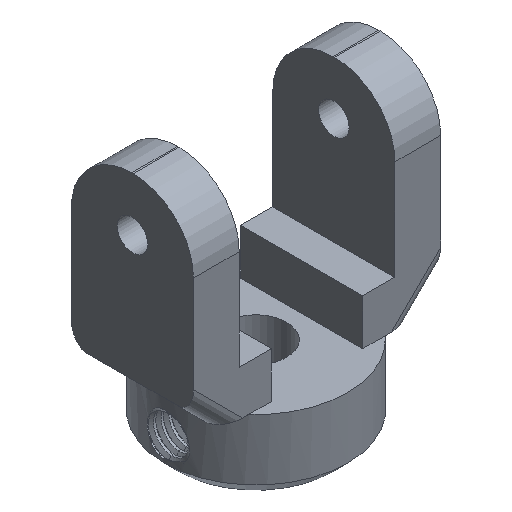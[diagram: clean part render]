
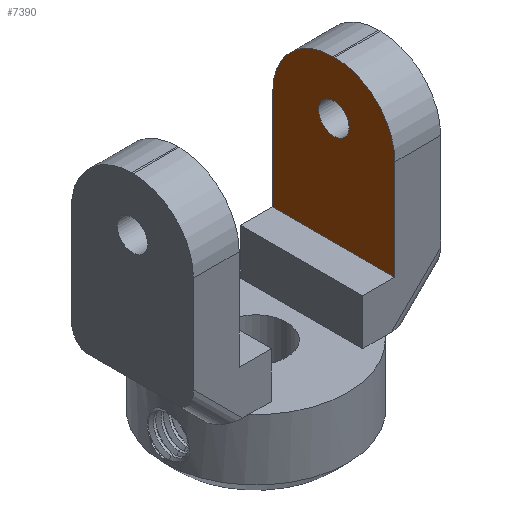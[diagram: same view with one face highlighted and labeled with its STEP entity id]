
A CAD part, isometric view. The second image highlights one B-rep face of the part: STEP entity #7390.
In plain terms, the highlighted planar face has unit normal (-1, 0, 0).
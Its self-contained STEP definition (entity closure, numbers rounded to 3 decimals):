
#1027 = PLANE('',#1028);
#1028 = AXIS2_PLACEMENT_3D('',#1029,#1030,#1031);
#1029 = CARTESIAN_POINT('',(6.143,4.,1.157
    ));
#1030 = DIRECTION('',(0.,1.,0.));
#1031 = DIRECTION('',(0.,0.,1.));
#1057 = PLANE('',#1058);
#1058 = AXIS2_PLACEMENT_3D('',#1059,#1060,#1061);
#1059 = CARTESIAN_POINT('',(6.143,-4.,
    1.157));
#1060 = DIRECTION('',(0.,-1.,0.));
#1061 = DIRECTION('',(-1.,0.,0.));
#2783 = VERTEX_POINT('',#2784);
#2784 = CARTESIAN_POINT('',(5.1,4.,-2.));
#2798 = PLANE('',#2799);
#2799 = AXIS2_PLACEMENT_3D('',#2800,#2801,#2802);
#2800 = CARTESIAN_POINT('',(0.,0.,-2.));
#2801 = DIRECTION('',(0.,0.,1.));
#2802 = DIRECTION('',(0.,1.,0.));
#2810 = EDGE_CURVE('',#2783,#2811,#2813,.T.);
#2811 = VERTEX_POINT('',#2812);
#2812 = CARTESIAN_POINT('',(5.1,4.,4.55));
#2813 = SURFACE_CURVE('',#2814,(#2818,#2825),.PCURVE_S1.);
#2814 = LINE('',#2815,#2816);
#2815 = CARTESIAN_POINT('',(5.1,4.,-2.));
#2816 = VECTOR('',#2817,1.);
#2817 = DIRECTION('',(0.,0.,1.));
#2818 = PCURVE('',#1027,#2819);
#2819 = DEFINITIONAL_REPRESENTATION('',(#2820),#2824);
#2820 = LINE('',#2821,#2822);
#2821 = CARTESIAN_POINT('',(-3.157,-1.043));
#2822 = VECTOR('',#2823,1.);
#2823 = DIRECTION('',(1.,0.));
#2824 = ( GEOMETRIC_REPRESENTATION_CONTEXT(2) 
PARAMETRIC_REPRESENTATION_CONTEXT() REPRESENTATION_CONTEXT('2D SPACE',''
  ) );
#2825 = PCURVE('',#2826,#2831);
#2826 = PLANE('',#2827);
#2827 = AXIS2_PLACEMENT_3D('',#2828,#2829,#2830);
#2828 = CARTESIAN_POINT('',(5.1,-4.,-2.));
#2829 = DIRECTION('',(-1.,-0.,-0.));
#2830 = DIRECTION('',(0.,1.,0.));
#2831 = DEFINITIONAL_REPRESENTATION('',(#2832),#2836);
#2832 = LINE('',#2833,#2834);
#2833 = CARTESIAN_POINT('',(8.,0.));
#2834 = VECTOR('',#2835,1.);
#2835 = DIRECTION('',(0.,-1.));
#2836 = ( GEOMETRIC_REPRESENTATION_CONTEXT(2) 
PARAMETRIC_REPRESENTATION_CONTEXT() REPRESENTATION_CONTEXT('2D SPACE',''
  ) );
#2852 = CYLINDRICAL_SURFACE('',#2853,3.95);
#2853 = AXIS2_PLACEMENT_3D('',#2854,#2855,#2856);
#2854 = CARTESIAN_POINT('',(5.1,0.05,4.55));
#2855 = DIRECTION('',(1.,0.,0.));
#2856 = DIRECTION('',(0.,0.,1.));
#3046 = VERTEX_POINT('',#3047);
#3047 = CARTESIAN_POINT('',(5.1,-4.,4.55));
#3061 = CYLINDRICAL_SURFACE('',#3062,3.95);
#3062 = AXIS2_PLACEMENT_3D('',#3063,#3064,#3065);
#3063 = CARTESIAN_POINT('',(8.1,-0.05,4.55));
#3064 = DIRECTION('',(-1.,-0.,-0.));
#3065 = DIRECTION('',(0.,0.,1.));
#3073 = EDGE_CURVE('',#3074,#3046,#3076,.T.);
#3074 = VERTEX_POINT('',#3075);
#3075 = CARTESIAN_POINT('',(5.1,-4.,-2.));
#3076 = SURFACE_CURVE('',#3077,(#3081,#3088),.PCURVE_S1.);
#3077 = LINE('',#3078,#3079);
#3078 = CARTESIAN_POINT('',(5.1,-4.,-2.));
#3079 = VECTOR('',#3080,1.);
#3080 = DIRECTION('',(0.,0.,1.));
#3081 = PCURVE('',#1057,#3082);
#3082 = DEFINITIONAL_REPRESENTATION('',(#3083),#3087);
#3083 = LINE('',#3084,#3085);
#3084 = CARTESIAN_POINT('',(1.043,3.157));
#3085 = VECTOR('',#3086,1.);
#3086 = DIRECTION('',(0.,-1.));
#3087 = ( GEOMETRIC_REPRESENTATION_CONTEXT(2) 
PARAMETRIC_REPRESENTATION_CONTEXT() REPRESENTATION_CONTEXT('2D SPACE',''
  ) );
#3088 = PCURVE('',#2826,#3089);
#3089 = DEFINITIONAL_REPRESENTATION('',(#3090),#3094);
#3090 = LINE('',#3091,#3092);
#3091 = CARTESIAN_POINT('',(0.,0.));
#3092 = VECTOR('',#3093,1.);
#3093 = DIRECTION('',(0.,-1.));
#3094 = ( GEOMETRIC_REPRESENTATION_CONTEXT(2) 
PARAMETRIC_REPRESENTATION_CONTEXT() REPRESENTATION_CONTEXT('2D SPACE',''
  ) );
#7268 = PLANE('',#7269);
#7269 = AXIS2_PLACEMENT_3D('',#7270,#7271,#7272);
#7270 = CARTESIAN_POINT('',(0.,0.,8.5));
#7271 = DIRECTION('',(0.,0.,1.));
#7272 = DIRECTION('',(0.,1.,0.));
#7329 = CYLINDRICAL_SURFACE('',#7330,1.);
#7330 = AXIS2_PLACEMENT_3D('',#7331,#7332,#7333);
#7331 = CARTESIAN_POINT('',(-8.1,0.,5.));
#7332 = DIRECTION('',(-1.,0.,0.));
#7333 = DIRECTION('',(0.,-1.,0.));
#7344 = EDGE_CURVE('',#7345,#2811,#7347,.T.);
#7345 = VERTEX_POINT('',#7346);
#7346 = CARTESIAN_POINT('',(5.1,0.05,8.5));
#7347 = SURFACE_CURVE('',#7348,(#7353,#7360),.PCURVE_S1.);
#7348 = CIRCLE('',#7349,3.95);
#7349 = AXIS2_PLACEMENT_3D('',#7350,#7351,#7352);
#7350 = CARTESIAN_POINT('',(5.1,0.05,4.55));
#7351 = DIRECTION('',(-1.,0.,0.));
#7352 = DIRECTION('',(0.,0.,1.));
#7353 = PCURVE('',#2852,#7354);
#7354 = DEFINITIONAL_REPRESENTATION('',(#7355),#7359);
#7355 = LINE('',#7356,#7357);
#7356 = CARTESIAN_POINT('',(-0.,0.));
#7357 = VECTOR('',#7358,1.);
#7358 = DIRECTION('',(-1.,0.));
#7359 = ( GEOMETRIC_REPRESENTATION_CONTEXT(2) 
PARAMETRIC_REPRESENTATION_CONTEXT() REPRESENTATION_CONTEXT('2D SPACE',''
  ) );
#7360 = PCURVE('',#2826,#7361);
#7361 = DEFINITIONAL_REPRESENTATION('',(#7362),#7366);
#7362 = CIRCLE('',#7363,3.95);
#7363 = AXIS2_PLACEMENT_2D('',#7364,#7365);
#7364 = CARTESIAN_POINT('',(4.05,-6.55));
#7365 = DIRECTION('',(0.,-1.));
#7366 = ( GEOMETRIC_REPRESENTATION_CONTEXT(2) 
PARAMETRIC_REPRESENTATION_CONTEXT() REPRESENTATION_CONTEXT('2D SPACE',''
  ) );
#7390 = ADVANCED_FACE('',(#7391,#7466),#2826,.T.);
#7391 = FACE_BOUND('',#7392,.T.);
#7392 = EDGE_LOOP('',(#7393,#7394,#7422,#7443,#7444,#7445));
#7393 = ORIENTED_EDGE('',*,*,#3073,.T.);
#7394 = ORIENTED_EDGE('',*,*,#7395,.F.);
#7395 = EDGE_CURVE('',#7396,#3046,#7398,.T.);
#7396 = VERTEX_POINT('',#7397);
#7397 = CARTESIAN_POINT('',(5.1,-0.05,8.5));
#7398 = SURFACE_CURVE('',#7399,(#7404,#7415),.PCURVE_S1.);
#7399 = CIRCLE('',#7400,3.95);
#7400 = AXIS2_PLACEMENT_3D('',#7401,#7402,#7403);
#7401 = CARTESIAN_POINT('',(5.1,-0.05,4.55));
#7402 = DIRECTION('',(1.,-0.,0.));
#7403 = DIRECTION('',(0.,0.,-1.));
#7404 = PCURVE('',#2826,#7405);
#7405 = DEFINITIONAL_REPRESENTATION('',(#7406),#7414);
#7406 = ( BOUNDED_CURVE() B_SPLINE_CURVE(2,(#7407,#7408,#7409,#7410,
#7411,#7412,#7413),.UNSPECIFIED.,.T.,.F.) B_SPLINE_CURVE_WITH_KNOTS((1,2
    ,2,2,2,1),(-2.094,0.,2.094,4.189,
6.283,8.378),.UNSPECIFIED.) CURVE() 
GEOMETRIC_REPRESENTATION_ITEM() RATIONAL_B_SPLINE_CURVE((1.,0.5,1.,0.5,
1.,0.5,1.)) REPRESENTATION_ITEM('') );
#7407 = CARTESIAN_POINT('',(3.95,-2.6));
#7408 = CARTESIAN_POINT('',(10.792,-2.6));
#7409 = CARTESIAN_POINT('',(7.371,-8.525));
#7410 = CARTESIAN_POINT('',(3.95,-14.45));
#7411 = CARTESIAN_POINT('',(0.529,-8.525));
#7412 = CARTESIAN_POINT('',(-2.892,-2.6));
#7413 = CARTESIAN_POINT('',(3.95,-2.6));
#7414 = ( GEOMETRIC_REPRESENTATION_CONTEXT(2) 
PARAMETRIC_REPRESENTATION_CONTEXT() REPRESENTATION_CONTEXT('2D SPACE',''
  ) );
#7415 = PCURVE('',#3061,#7416);
#7416 = DEFINITIONAL_REPRESENTATION('',(#7417),#7421);
#7417 = LINE('',#7418,#7419);
#7418 = CARTESIAN_POINT('',(3.142,3.));
#7419 = VECTOR('',#7420,1.);
#7420 = DIRECTION('',(-1.,0.));
#7421 = ( GEOMETRIC_REPRESENTATION_CONTEXT(2) 
PARAMETRIC_REPRESENTATION_CONTEXT() REPRESENTATION_CONTEXT('2D SPACE',''
  ) );
#7422 = ORIENTED_EDGE('',*,*,#7423,.T.);
#7423 = EDGE_CURVE('',#7396,#7345,#7424,.T.);
#7424 = SURFACE_CURVE('',#7425,(#7429,#7436),.PCURVE_S1.);
#7425 = LINE('',#7426,#7427);
#7426 = CARTESIAN_POINT('',(5.1,-4.,8.5));
#7427 = VECTOR('',#7428,1.);
#7428 = DIRECTION('',(0.,1.,0.));
#7429 = PCURVE('',#2826,#7430);
#7430 = DEFINITIONAL_REPRESENTATION('',(#7431),#7435);
#7431 = LINE('',#7432,#7433);
#7432 = CARTESIAN_POINT('',(0.,-10.5));
#7433 = VECTOR('',#7434,1.);
#7434 = DIRECTION('',(1.,0.));
#7435 = ( GEOMETRIC_REPRESENTATION_CONTEXT(2) 
PARAMETRIC_REPRESENTATION_CONTEXT() REPRESENTATION_CONTEXT('2D SPACE',''
  ) );
#7436 = PCURVE('',#7268,#7437);
#7437 = DEFINITIONAL_REPRESENTATION('',(#7438),#7442);
#7438 = LINE('',#7439,#7440);
#7439 = CARTESIAN_POINT('',(-4.,-5.1));
#7440 = VECTOR('',#7441,1.);
#7441 = DIRECTION('',(1.,0.));
#7442 = ( GEOMETRIC_REPRESENTATION_CONTEXT(2) 
PARAMETRIC_REPRESENTATION_CONTEXT() REPRESENTATION_CONTEXT('2D SPACE',''
  ) );
#7443 = ORIENTED_EDGE('',*,*,#7344,.T.);
#7444 = ORIENTED_EDGE('',*,*,#2810,.F.);
#7445 = ORIENTED_EDGE('',*,*,#7446,.F.);
#7446 = EDGE_CURVE('',#3074,#2783,#7447,.T.);
#7447 = SURFACE_CURVE('',#7448,(#7452,#7459),.PCURVE_S1.);
#7448 = LINE('',#7449,#7450);
#7449 = CARTESIAN_POINT('',(5.1,-4.,-2.));
#7450 = VECTOR('',#7451,1.);
#7451 = DIRECTION('',(0.,1.,0.));
#7452 = PCURVE('',#2826,#7453);
#7453 = DEFINITIONAL_REPRESENTATION('',(#7454),#7458);
#7454 = LINE('',#7455,#7456);
#7455 = CARTESIAN_POINT('',(0.,0.));
#7456 = VECTOR('',#7457,1.);
#7457 = DIRECTION('',(1.,0.));
#7458 = ( GEOMETRIC_REPRESENTATION_CONTEXT(2) 
PARAMETRIC_REPRESENTATION_CONTEXT() REPRESENTATION_CONTEXT('2D SPACE',''
  ) );
#7459 = PCURVE('',#2798,#7460);
#7460 = DEFINITIONAL_REPRESENTATION('',(#7461),#7465);
#7461 = LINE('',#7462,#7463);
#7462 = CARTESIAN_POINT('',(-4.,-5.1));
#7463 = VECTOR('',#7464,1.);
#7464 = DIRECTION('',(1.,0.));
#7465 = ( GEOMETRIC_REPRESENTATION_CONTEXT(2) 
PARAMETRIC_REPRESENTATION_CONTEXT() REPRESENTATION_CONTEXT('2D SPACE',''
  ) );
#7466 = FACE_BOUND('',#7467,.T.);
#7467 = EDGE_LOOP('',(#7468));
#7468 = ORIENTED_EDGE('',*,*,#7469,.F.);
#7469 = EDGE_CURVE('',#7470,#7470,#7472,.T.);
#7470 = VERTEX_POINT('',#7471);
#7471 = CARTESIAN_POINT('',(5.1,-1.,5.));
#7472 = SURFACE_CURVE('',#7473,(#7478,#7485),.PCURVE_S1.);
#7473 = CIRCLE('',#7474,1.);
#7474 = AXIS2_PLACEMENT_3D('',#7475,#7476,#7477);
#7475 = CARTESIAN_POINT('',(5.1,0.,5.));
#7476 = DIRECTION('',(-1.,0.,0.));
#7477 = DIRECTION('',(0.,-1.,0.));
#7478 = PCURVE('',#2826,#7479);
#7479 = DEFINITIONAL_REPRESENTATION('',(#7480),#7484);
#7480 = CIRCLE('',#7481,1.);
#7481 = AXIS2_PLACEMENT_2D('',#7482,#7483);
#7482 = CARTESIAN_POINT('',(4.,-7.));
#7483 = DIRECTION('',(-1.,0.));
#7484 = ( GEOMETRIC_REPRESENTATION_CONTEXT(2) 
PARAMETRIC_REPRESENTATION_CONTEXT() REPRESENTATION_CONTEXT('2D SPACE',''
  ) );
#7485 = PCURVE('',#7329,#7486);
#7486 = DEFINITIONAL_REPRESENTATION('',(#7487),#7491);
#7487 = LINE('',#7488,#7489);
#7488 = CARTESIAN_POINT('',(0.,-13.2));
#7489 = VECTOR('',#7490,1.);
#7490 = DIRECTION('',(1.,0.));
#7491 = ( GEOMETRIC_REPRESENTATION_CONTEXT(2) 
PARAMETRIC_REPRESENTATION_CONTEXT() REPRESENTATION_CONTEXT('2D SPACE',''
  ) );
